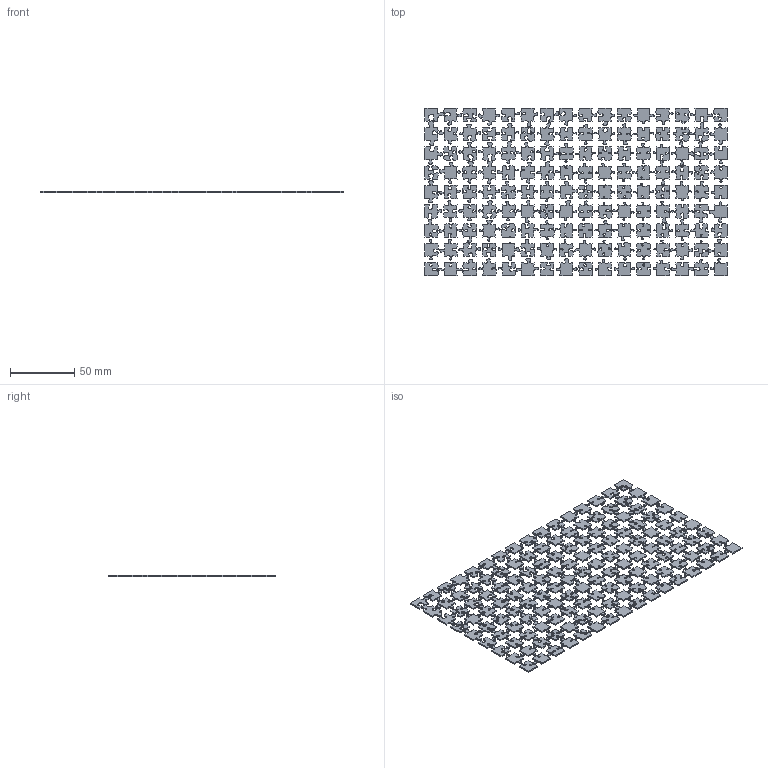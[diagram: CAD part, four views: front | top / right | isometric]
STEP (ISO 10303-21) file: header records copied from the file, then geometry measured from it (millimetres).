
FILE_DESCRIPTION(('HOOPS Exchange Step'),'2;1');
FILE_NAME('temp_export','2024-08-09T16:52:16+08:00',('sharma21'),('Shapr3D Limited'),'HOOPS Exchange 2024.2','Shapr3D','Authorized');
FILE_SCHEMA( ('AP242_MANAGED_MODEL_BASED_3D_ENGINEERING_MIM_LF {1 0 10303 442 1 1 4 }') );
Length unit declared in the file: millimetre
Products named in the file (1): root
Bounding box: 235 x 130 x 1 mm (x, y, z)
Volume: 14515.1 mm3; surface area: 38002.6 mm2
Topology: 144 solids, 144 shells, 864 faces, 1728 edges, 1152 vertices
Faces by surface type: bspline 526, plane 338
Entity records: 29677 total; most frequent: CARTESIAN_POINT 15320, ORIENTED_EDGE 3456, EDGE_CURVE 1728, DIRECTION 1356, VERTEX_POINT 1152, B_SPLINE_CURVE_WITH_KNOTS 1052, EDGE_LOOP 864, FACE_BOUND 864
